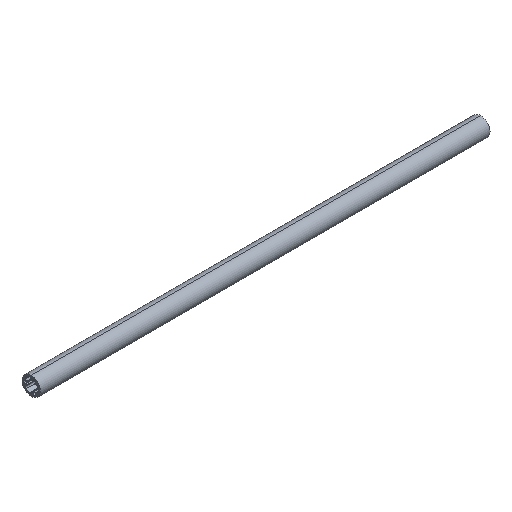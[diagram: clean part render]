
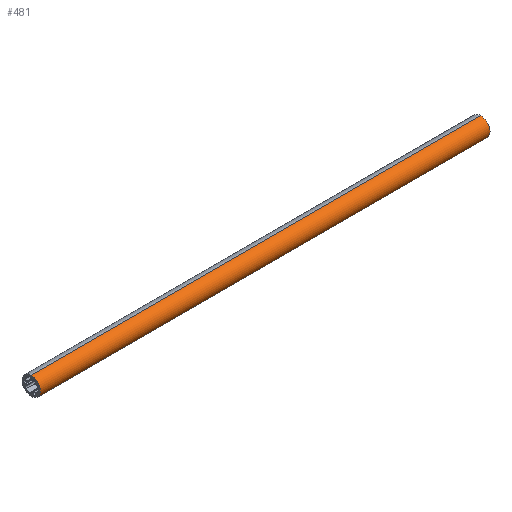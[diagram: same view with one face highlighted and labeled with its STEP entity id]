
A CAD part, isometric view. The second image highlights one B-rep face of the part: STEP entity #481.
In plain terms, the highlighted cylindrical face has radius 12.5 mm (diameter 25 mm), a partial arc.
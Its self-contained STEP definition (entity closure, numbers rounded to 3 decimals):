
#12 = ORIENTED_EDGE ( 'NONE', *, *, #408, .T. ) ;
#75 = ORIENTED_EDGE ( 'NONE', *, *, #349, .F. ) ;
#132 = ORIENTED_EDGE ( 'NONE', *, *, #808, .T. ) ;
#174 = AXIS2_PLACEMENT_3D ( 'NONE', #1009, #870, #745 ) ;
#223 = CIRCLE ( 'NONE', #174, 12.5 ) ;
#238 = DIRECTION ( 'NONE',  ( -1., 0., 0. ) ) ;
#242 = CIRCLE ( 'NONE', #701, 12.5 ) ;
#260 = CARTESIAN_POINT ( 'NONE',  ( -305., 0., -12.5 ) ) ;
#349 = EDGE_CURVE ( 'NONE', #402, #1135, #937, .T. ) ;
#360 = CARTESIAN_POINT ( 'NONE',  ( -134.295, 0., 12.5 ) ) ;
#402 = VERTEX_POINT ( 'NONE', #479 ) ;
#408 = EDGE_CURVE ( 'NONE', #462, #852, #979, .T. ) ;
#462 = VERTEX_POINT ( 'NONE', #850 ) ;
#473 = CYLINDRICAL_SURFACE ( 'NONE', #943, 12.5 ) ;
#479 = CARTESIAN_POINT ( 'NONE',  ( 305., 0., -12.5 ) ) ;
#481 = ADVANCED_FACE ( 'NONE', ( #577 ), #473, .T. ) ;
#577 = FACE_OUTER_BOUND ( 'NONE', #1016, .T. ) ;
#684 = DIRECTION ( 'NONE',  ( -1., 0., 0. ) ) ;
#689 = VECTOR ( 'NONE', #238, 1000. ) ;
#699 = DIRECTION ( 'NONE',  ( 0., 0., 1. ) ) ;
#701 = AXIS2_PLACEMENT_3D ( 'NONE', #986, #849, #726 ) ;
#726 = DIRECTION ( 'NONE',  ( 0., 0., 1. ) ) ;
#745 = DIRECTION ( 'NONE',  ( 0., 0., 1. ) ) ;
#788 = CARTESIAN_POINT ( 'NONE',  ( -305., 0., 12.5 ) ) ;
#789 = VECTOR ( 'NONE', #684, 1000. ) ;
#805 = CARTESIAN_POINT ( 'NONE',  ( -134.295, 0., -12.5 ) ) ;
#808 = EDGE_CURVE ( 'NONE', #402, #462, #242, .T. ) ;
#820 = DIRECTION ( 'NONE',  ( -1., 0., 0. ) ) ;
#849 = DIRECTION ( 'NONE',  ( -1., 0., 0. ) ) ;
#850 = CARTESIAN_POINT ( 'NONE',  ( 305., 0., 12.5 ) ) ;
#852 = VERTEX_POINT ( 'NONE', #788 ) ;
#870 = DIRECTION ( 'NONE',  ( -1., 0., 0. ) ) ;
#882 = EDGE_CURVE ( 'NONE', #1135, #852, #223, .T. ) ;
#937 = LINE ( 'NONE', #805, #789 ) ;
#943 = AXIS2_PLACEMENT_3D ( 'NONE', #953, #820, #699 ) ;
#953 = CARTESIAN_POINT ( 'NONE',  ( -134.295, 0., 0. ) ) ;
#979 = LINE ( 'NONE', #360, #689 ) ;
#986 = CARTESIAN_POINT ( 'NONE',  ( 305., 0., 0. ) ) ;
#999 = ORIENTED_EDGE ( 'NONE', *, *, #882, .F. ) ;
#1009 = CARTESIAN_POINT ( 'NONE',  ( -305., 0., 0. ) ) ;
#1016 = EDGE_LOOP ( 'NONE', ( #75, #132, #12, #999 ) ) ;
#1135 = VERTEX_POINT ( 'NONE', #260 ) ;
